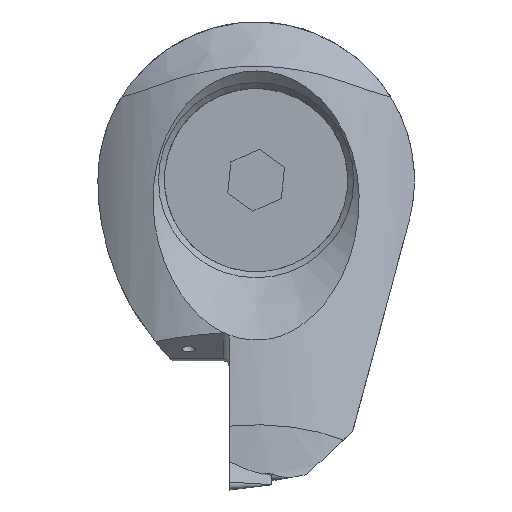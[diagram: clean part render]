
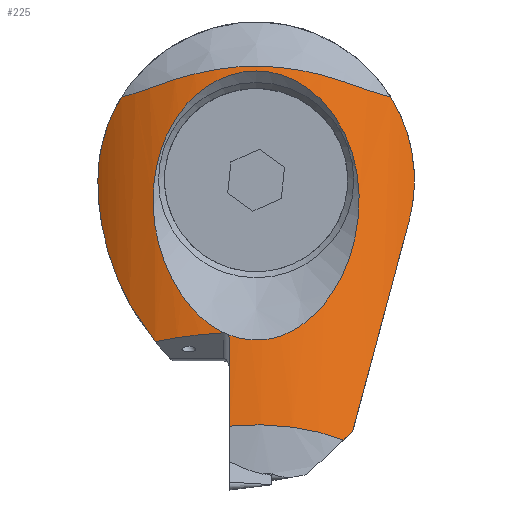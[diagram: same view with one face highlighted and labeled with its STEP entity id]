
A CAD part, left-side view. The second image highlights one B-rep face of the part: STEP entity #225.
In plain terms, the highlighted cylindrical face has radius 17.5 mm (diameter 35 mm), a partial arc.
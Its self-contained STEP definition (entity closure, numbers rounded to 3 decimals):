
#225=ADVANCED_FACE('',(#292),#269,.T.);
#269=CYLINDRICAL_SURFACE('',#1164,17.5);
#292=FACE_OUTER_BOUND('',#344,.T.);
#344=EDGE_LOOP('',(#656,#657,#658,#659,#660,#661,#662,#663,#664,#665,#666,
#667));
#413=LINE('',#1636,#484);
#484=VECTOR('',#1302,1.);
#538=B_SPLINE_CURVE_WITH_KNOTS('',3,(#1564,#1565,#1566,#1567),
 .UNSPECIFIED.,.F.,.F.,(4,4),(0.,1.),.UNSPECIFIED.);
#541=B_SPLINE_CURVE_WITH_KNOTS('',3,(#1665,#1666,#1667,#1668,#1669,#1670,
#1671,#1672,#1673,#1674,#1675,#1676,#1677,#1678,#1679,#1680,#1681,#1682,
#1683,#1684,#1685,#1686,#1687,#1688),.UNSPECIFIED.,.F.,.F.,(4,2,2,2,2,2,
2,2,2,2,2,4),(0.,0.063,0.125,0.25,0.375,0.5,0.563,0.625,0.75,0.875,0.938,
1.),.UNSPECIFIED.);
#543=B_SPLINE_CURVE_WITH_KNOTS('',3,(#1717,#1718,#1719,#1720,#1721,#1722),
 .UNSPECIFIED.,.F.,.F.,(4,2,4),(0.,0.5,1.),.UNSPECIFIED.);
#544=B_SPLINE_CURVE_WITH_KNOTS('',3,(#1735,#1736,#1737,#1738),
 .UNSPECIFIED.,.F.,.F.,(4,4),(0.,1.),.UNSPECIFIED.);
#546=B_SPLINE_CURVE_WITH_KNOTS('',3,(#1747,#1748,#1749,#1750,#1751,#1752),
 .UNSPECIFIED.,.F.,.F.,(4,2,4),(0.,0.5,1.),.UNSPECIFIED.);
#547=B_SPLINE_CURVE_WITH_KNOTS('',3,(#1754,#1755,#1756,#1757,#1758,#1759,
#1760,#1761,#1762,#1763),.UNSPECIFIED.,.F.,.F.,(4,2,2,2,4),(0.,0.25,0.5,
0.75,1.),.UNSPECIFIED.);
#548=B_SPLINE_CURVE_WITH_KNOTS('',3,(#1766,#1767,#1768,#1769,#1770,#1771,
#1772,#1773,#1774,#1775),.UNSPECIFIED.,.F.,.F.,(4,3,3,4),(0.,0.492,
0.985,1.),.UNSPECIFIED.);
#549=B_SPLINE_CURVE_WITH_KNOTS('',3,(#1776,#1777,#1778,#1779),
 .UNSPECIFIED.,.F.,.F.,(4,4),(0.,1.),.UNSPECIFIED.);
#656=ORIENTED_EDGE('',*,*,#956,.T.);
#657=ORIENTED_EDGE('',*,*,#963,.T.);
#658=ORIENTED_EDGE('',*,*,#968,.F.);
#659=ORIENTED_EDGE('',*,*,#969,.T.);
#660=ORIENTED_EDGE('',*,*,#966,.F.);
#661=ORIENTED_EDGE('',*,*,#959,.F.);
#662=ORIENTED_EDGE('',*,*,#936,.F.);
#663=ORIENTED_EDGE('',*,*,#972,.F.);
#664=ORIENTED_EDGE('',*,*,#948,.F.);
#665=ORIENTED_EDGE('',*,*,#971,.F.);
#666=ORIENTED_EDGE('',*,*,#938,.T.);
#667=ORIENTED_EDGE('',*,*,#906,.T.);
#815=VERTEX_POINT('',#1563);
#816=VERTEX_POINT('',#1568);
#838=VERTEX_POINT('',#1627);
#840=VERTEX_POINT('',#1631);
#842=VERTEX_POINT('',#1637);
#848=VERTEX_POINT('',#1663);
#849=VERTEX_POINT('',#1664);
#854=VERTEX_POINT('',#1702);
#856=VERTEX_POINT('',#1723);
#858=VERTEX_POINT('',#1729);
#860=VERTEX_POINT('',#1739);
#861=VERTEX_POINT('',#1746);
#906=EDGE_CURVE('',#816,#815,#538,.T.);
#936=EDGE_CURVE('',#840,#838,#1039,.T.);
#938=EDGE_CURVE('',#842,#816,#413,.T.);
#948=EDGE_CURVE('',#849,#848,#541,.T.);
#956=EDGE_CURVE('',#815,#854,#1045,.T.);
#959=EDGE_CURVE('',#838,#856,#543,.T.);
#963=EDGE_CURVE('',#854,#858,#1047,.T.);
#966=EDGE_CURVE('',#856,#860,#544,.T.);
#968=EDGE_CURVE('',#861,#858,#546,.T.);
#969=EDGE_CURVE('',#861,#860,#547,.T.);
#971=EDGE_CURVE('',#842,#849,#548,.T.);
#972=EDGE_CURVE('',#848,#840,#549,.T.);
#1039=ELLIPSE('',#1139,18.144,17.5);
#1045=ELLIPSE('',#1150,24.147,17.5);
#1047=ELLIPSE('',#1154,68.438,17.5);
#1139=AXIS2_PLACEMENT_3D('',#1632,#1296,#1297);
#1150=AXIS2_PLACEMENT_3D('',#1703,#1330,#1331);
#1154=AXIS2_PLACEMENT_3D('',#1730,#1341,#1342);
#1164=AXIS2_PLACEMENT_3D('',#1786,#1362,#1363);
#1296=DIRECTION('',(-0.412,0.,-0.911));
#1297=DIRECTION('',(-0.911,0.,0.412));
#1302=DIRECTION('',(-0.156,0.,-0.988));
#1330=DIRECTION('',(-0.02,0.676,0.737));
#1331=DIRECTION('',(0.248,-0.711,0.658));
#1341=DIRECTION('',(0.,0.966,0.259));
#1342=DIRECTION('',(0.162,-0.255,0.953));
#1362=DIRECTION('',(0.156,0.,0.988));
#1363=DIRECTION('',(0.988,0.,-0.156));
#1563=CARTESIAN_POINT('',(-10.515,-6.505,-19.289));
#1564=CARTESIAN_POINT('',(-11.505,2.,-18.257));
#1565=CARTESIAN_POINT('',(-11.799,-0.921,-17.968));
#1566=CARTESIAN_POINT('',(-11.412,-3.903,-18.294));
#1567=CARTESIAN_POINT('',(-10.515,-6.505,-19.289));
#1568=CARTESIAN_POINT('',(-11.505,2.,-18.257));
#1627=CARTESIAN_POINT('',(-8.918,7.498,-11.979));
#1631=CARTESIAN_POINT('',(-10.356,2.4,-11.33));
#1632=CARTESIAN_POINT('',(6.023,0.,-18.729));
#1636=CARTESIAN_POINT('',(-12.23,2.,-22.837));
#1637=CARTESIAN_POINT('',(-10.469,2.,-11.718));
#1663=CARTESIAN_POINT('',(-10.357,2.39,-11.329));
#1664=CARTESIAN_POINT('',(-10.417,2.093,-11.46));
#1665=CARTESIAN_POINT('',(-10.417,2.093,-11.46));
#1666=CARTESIAN_POINT('',(-10.617,1.024,-11.897));
#1667=CARTESIAN_POINT('',(-10.665,-0.219,-11.999));
#1668=CARTESIAN_POINT('',(-10.396,-2.481,-11.415));
#1669=CARTESIAN_POINT('',(-10.105,-3.473,-10.782));
#1670=CARTESIAN_POINT('',(-9.104,-5.928,-8.43));
#1671=CARTESIAN_POINT('',(-8.309,-6.903,-6.365));
#1672=CARTESIAN_POINT('',(-7.167,-7.837,-1.931));
#1673=CARTESIAN_POINT('',(-6.849,-7.737,0.503));
#1674=CARTESIAN_POINT('',(-6.877,-6.094,4.845));
#1675=CARTESIAN_POINT('',(-7.205,-4.463,6.833));
#1676=CARTESIAN_POINT('',(-7.44,-1.194,8.098));
#1677=CARTESIAN_POINT('',(-7.466,0.014,8.216));
#1678=CARTESIAN_POINT('',(-7.38,2.311,7.779));
#1679=CARTESIAN_POINT('',(-7.272,3.398,7.227));
#1680=CARTESIAN_POINT('',(-6.941,6.081,4.976));
#1681=CARTESIAN_POINT('',(-6.756,7.152,2.717));
#1682=CARTESIAN_POINT('',(-7.147,7.866,-1.915));
#1683=CARTESIAN_POINT('',(-7.698,7.546,-4.257));
#1684=CARTESIAN_POINT('',(-8.722,6.283,-7.371));
#1685=CARTESIAN_POINT('',(-9.092,5.727,-8.348));
#1686=CARTESIAN_POINT('',(-9.794,4.312,-10.072));
#1687=CARTESIAN_POINT('',(-10.133,3.435,-10.836));
#1688=CARTESIAN_POINT('',(-10.357,2.39,-11.329));
#1702=CARTESIAN_POINT('',(-10.137,-7.158,-18.679));
#1703=CARTESIAN_POINT('',(5.058,0.,-24.821));
#1717=CARTESIAN_POINT('',(-8.918,7.498,-11.979));
#1718=CARTESIAN_POINT('',(-8.017,8.832,-10.336));
#1719=CARTESIAN_POINT('',(-7.015,9.874,-8.503));
#1720=CARTESIAN_POINT('',(-5.255,11.334,-4.495));
#1721=CARTESIAN_POINT('',(-4.506,11.75,-2.304));
#1722=CARTESIAN_POINT('',(-4.141,11.75,0.));
#1723=CARTESIAN_POINT('',(-4.141,11.75,0.));
#1729=CARTESIAN_POINT('',(-4.979,-11.349,-3.042));
#1730=CARTESIAN_POINT('',(1.801,0.,-45.385));
#1735=CARTESIAN_POINT('',(-4.141,11.75,0.));
#1736=CARTESIAN_POINT('',(-3.797,11.75,2.176));
#1737=CARTESIAN_POINT('',(-4.069,11.127,4.338));
#1738=CARTESIAN_POINT('',(-4.571,10.006,6.159));
#1739=CARTESIAN_POINT('',(-4.571,10.006,6.159));
#1746=CARTESIAN_POINT('',(-4.571,-10.006,6.159));
#1747=CARTESIAN_POINT('',(-4.571,-10.006,6.159));
#1748=CARTESIAN_POINT('',(-4.203,-10.827,4.825));
#1749=CARTESIAN_POINT('',(-3.939,-11.4,3.277));
#1750=CARTESIAN_POINT('',(-4.031,-11.861,0.068));
#1751=CARTESIAN_POINT('',(-4.403,-11.746,-1.562));
#1752=CARTESIAN_POINT('',(-4.979,-11.349,-3.042));
#1754=CARTESIAN_POINT('',(-4.571,-10.006,6.159));
#1755=CARTESIAN_POINT('',(-5.554,-8.532,6.523));
#1756=CARTESIAN_POINT('',(-6.221,-6.956,7.226));
#1757=CARTESIAN_POINT('',(-7.143,-3.62,8.164));
#1758=CARTESIAN_POINT('',(-7.388,-1.811,8.46));
#1759=CARTESIAN_POINT('',(-7.39,1.785,8.462));
#1760=CARTESIAN_POINT('',(-7.148,3.596,8.169));
#1761=CARTESIAN_POINT('',(-6.222,6.955,7.227));
#1762=CARTESIAN_POINT('',(-5.556,8.529,6.524));
#1763=CARTESIAN_POINT('',(-4.571,10.006,6.159));
#1766=CARTESIAN_POINT('',(-10.469,2.,-11.718));
#1767=CARTESIAN_POINT('',(-10.462,2.,-11.672));
#1768=CARTESIAN_POINT('',(-10.453,2.008,-11.625));
#1769=CARTESIAN_POINT('',(-10.445,2.023,-11.582));
#1770=CARTESIAN_POINT('',(-10.436,2.038,-11.539));
#1771=CARTESIAN_POINT('',(-10.427,2.061,-11.498));
#1772=CARTESIAN_POINT('',(-10.418,2.09,-11.463));
#1773=CARTESIAN_POINT('',(-10.418,2.091,-11.462));
#1774=CARTESIAN_POINT('',(-10.417,2.092,-11.461));
#1775=CARTESIAN_POINT('',(-10.417,2.093,-11.46));
#1776=CARTESIAN_POINT('',(-10.357,2.39,-11.329));
#1777=CARTESIAN_POINT('',(-10.357,2.393,-11.329));
#1778=CARTESIAN_POINT('',(-10.357,2.397,-11.329));
#1779=CARTESIAN_POINT('',(-10.356,2.4,-11.33));
#1786=CARTESIAN_POINT('',(4.941,0.,-25.557));
